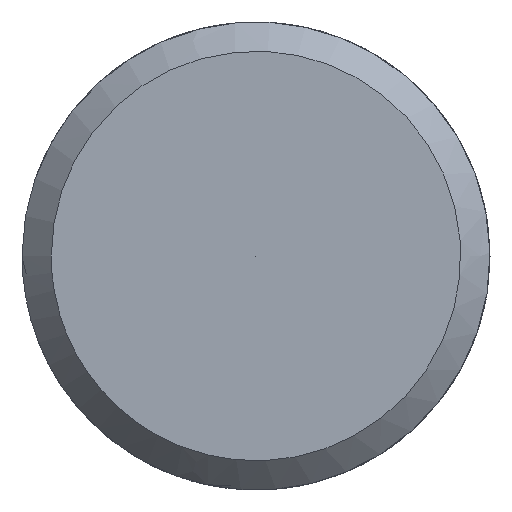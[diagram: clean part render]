
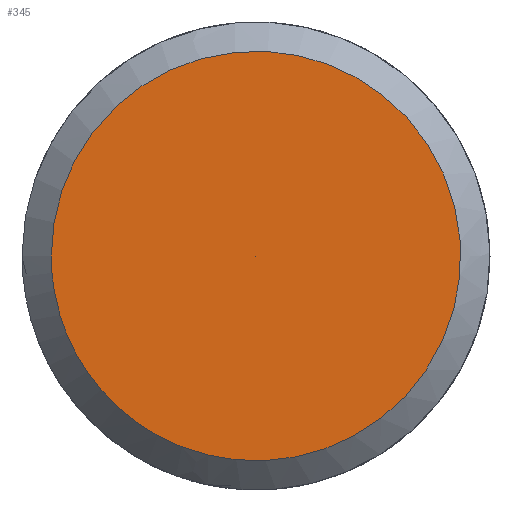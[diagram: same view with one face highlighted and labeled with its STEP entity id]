
A CAD part, left-side view. The second image highlights one B-rep face of the part: STEP entity #345.
In plain terms, the highlighted free-form (B-spline) face has degree [5, 1] with [6, 2] control points.
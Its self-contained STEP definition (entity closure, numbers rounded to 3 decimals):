
#311 = CARTESIAN_POINT ('', (-51., 1.75, 0.));
#312 = VERTEX_POINT ('', #311);
#313 = CARTESIAN_POINT ('', (-51., 0., 0.));
#314 = VERTEX_POINT ('', #313);
#315 = CARTESIAN_POINT ('', (-51., 1.75, 0.));
#316 = CARTESIAN_POINT ('', (-51., 0., 0.));
#317 = B_SPLINE_CURVE_WITH_KNOTS ('', 1, (#315, #316), .UNSPECIFIED., .F., .U., (2, 2), (0., 1.), .UNSPECIFIED.);
#318 = EDGE_CURVE ('', #312, #314, #317, .T.);
#319 = ORIENTED_EDGE ('', *, *, #318, .F.);
#320 = CARTESIAN_POINT ('', (-51., 1.75, 0.));
#321 = CARTESIAN_POINT ('', (-51., 1.75, 7.));
#322 = CARTESIAN_POINT ('', (-51., -5.25, 3.5));
#323 = CARTESIAN_POINT ('', (-51., -5.25, -3.5));
#324 = CARTESIAN_POINT ('', (-51., 1.75, -7.));
#325 = CARTESIAN_POINT ('', (-51., 1.75, 0.));
#326 = (
   BOUNDED_CURVE ()
   B_SPLINE_CURVE (5, (#320, #321, #322, #323, #324, #325), .UNSPECIFIED., .T., .U.)
   B_SPLINE_CURVE_WITH_KNOTS ((6, 6), (0., 1.), .UNSPECIFIED.)
   CURVE ()
   GEOMETRIC_REPRESENTATION_ITEM ()
   RATIONAL_B_SPLINE_CURVE ((5., 1., 1., 1., 1., 5.))
   REPRESENTATION_ITEM ('')
);
#327 = EDGE_CURVE ('', #312, #312, #326, .T.);
#328 = ORIENTED_EDGE ('', *, *, #327, .T.);
#329 = ORIENTED_EDGE ('', *, *, #318, .T.);
#330 = EDGE_LOOP ('', (#319, #328, #329));
#331 = FACE_OUTER_BOUND ('', #330, .F.);
#332 = CARTESIAN_POINT ('', (-51., 1.75, 0.));
#333 = CARTESIAN_POINT ('', (-51., 0., 0.));
#334 = CARTESIAN_POINT ('', (-51., 1.75, 7.));
#335 = CARTESIAN_POINT ('', (-51., 0., 0.));
#336 = CARTESIAN_POINT ('', (-51., -5.25, 3.5));
#337 = CARTESIAN_POINT ('', (-51., 0., 0.));
#338 = CARTESIAN_POINT ('', (-51., -5.25, -3.5));
#339 = CARTESIAN_POINT ('', (-51., 0., 0.));
#340 = CARTESIAN_POINT ('', (-51., 1.75, -7.));
#341 = CARTESIAN_POINT ('', (-51., 0., 0.));
#342 = CARTESIAN_POINT ('', (-51., 1.75, 0.));
#343 = CARTESIAN_POINT ('', (-51., 0., 0.));
#344 = (
   BOUNDED_SURFACE ()
   B_SPLINE_SURFACE (5, 1, ((#332, #333), (#334, #335), (#336, #337), (#338, #339), (#340, #341), (#342, #343)), .UNSPECIFIED., .T., .F., .U.)
   B_SPLINE_SURFACE_WITH_KNOTS ((6, 6), (2, 2), (0., 1.), (0., 1.), .UNSPECIFIED.)
   SURFACE ()
   GEOMETRIC_REPRESENTATION_ITEM ()
   RATIONAL_B_SPLINE_SURFACE (((5., 5.), (1., 1.), (1., 1.), (1., 1.), (1., 1.), (5., 5.)))
   REPRESENTATION_ITEM ('')
);
#345 = ADVANCED_FACE ('', (#331), #344, .F.);
